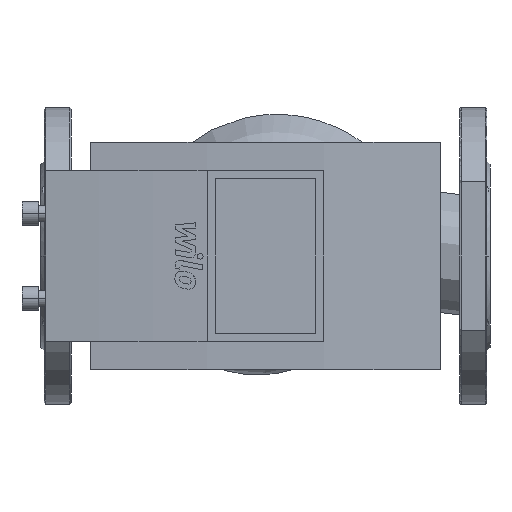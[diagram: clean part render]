
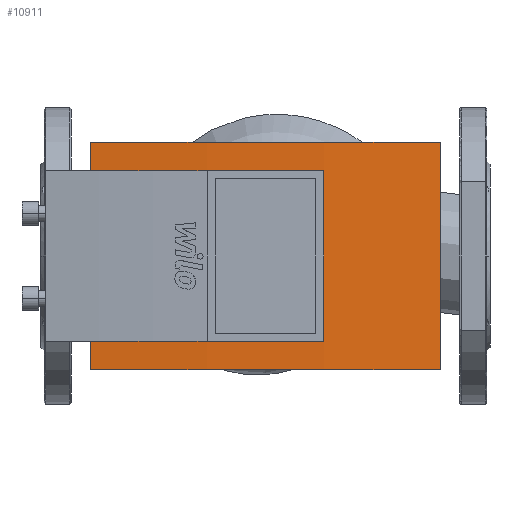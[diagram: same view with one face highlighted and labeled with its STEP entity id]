
A CAD part, front view. The second image highlights one B-rep face of the part: STEP entity #10911.
In plain terms, the highlighted free-form (B-spline) face has degree [1, 2] with [2, 9] control points.
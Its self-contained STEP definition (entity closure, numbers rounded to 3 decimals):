
#10815=CARTESIAN_POINT('',(249.0,-318.843,-71.));
#10816=VERTEX_POINT('',#10815);
#10823=CARTESIAN_POINT('',(31.,-318.843,-71.));
#10824=VERTEX_POINT('',#10823);
#10825=CARTESIAN_POINT('',(140.,830.4,-71.));
#10826=DIRECTION('',(0.,0.,-1.));
#10827=DIRECTION('',(-0.094,0.996,0.));
#10828=AXIS2_PLACEMENT_3D('',#10825,#10826,#10827);
#10829=CIRCLE('',#10828,1154.4);
#10830=EDGE_CURVE('',#10816,#10824,#10829,.T.);
#10847=CARTESIAN_POINT('',(31.,-318.843,71.));
#10848=VERTEX_POINT('',#10847);
#10857=CARTESIAN_POINT('',(31.,-318.843,71.));
#10858=DIRECTION('',(0.0,0.0,-1.0));
#10859=VECTOR('',#10858,142.0);
#10860=LINE('',#10857,#10859);
#10861=EDGE_CURVE('',#10848,#10824,#10860,.T.);
#10866=CARTESIAN_POINT('',(249.,-318.843,-71.));
#10867=CARTESIAN_POINT('',(249.,-318.843,71.));
#10868=CARTESIAN_POINT('',(-900.243,-427.843,-71.));
#10869=CARTESIAN_POINT('',(-900.243,-427.843,71.));
#10870=CARTESIAN_POINT('',(-1009.243,721.4,-71.));
#10871=CARTESIAN_POINT('',(-1009.243,721.4,71.));
#10872=CARTESIAN_POINT('',(-1118.243,1870.643,-71.));
#10873=CARTESIAN_POINT('',(-1118.243,1870.643,71.));
#10874=CARTESIAN_POINT('',(31.,1979.643,-71.));
#10875=CARTESIAN_POINT('',(31.,1979.643,71.));
#10876=CARTESIAN_POINT('',(1180.243,2088.643,-71.));
#10877=CARTESIAN_POINT('',(1180.243,2088.643,71.));
#10878=CARTESIAN_POINT('',(1289.243,939.4,-71.));
#10879=CARTESIAN_POINT('',(1289.243,939.4,71.));
#10880=CARTESIAN_POINT('',(1398.243,-209.843,-71.0));
#10881=CARTESIAN_POINT('',(1398.243,-209.843,71.0));
#10882=CARTESIAN_POINT('',(249.,-318.843,-71.));
#10883=CARTESIAN_POINT('',(249.,-318.843,71.));
#10891=(BOUNDED_SURFACE()B_SPLINE_SURFACE(1,2,((#10866,#10868,#10870,#10872,#10874,#10876,#10878,#10880,#10882),(#10867,#10869,#10871,#10873,#10875,#10877,#10879,#10881,#10883)),.UNSPECIFIED.,.F.,.T.,.U.)B_SPLINE_SURFACE_WITH_KNOTS((2,2),(3,2,2,2,3),(-0.062,0.062),(0.0,1813.327,3626.655,5439.982,7253.309),.UNSPECIFIED.)GEOMETRIC_REPRESENTATION_ITEM()RATIONAL_B_SPLINE_SURFACE(((1.0,0.707,1.0,0.707,1.0,0.707,1.0,0.707,1.0),(1.0,0.707,1.0,0.707,1.0,0.707,1.0,0.707,1.0)))REPRESENTATION_ITEM('')SURFACE());
#10892=CARTESIAN_POINT('',(249.0,-318.843,71.));
#10893=VERTEX_POINT('',#10892);
#10894=CARTESIAN_POINT('',(140.,830.4,71.));
#10895=DIRECTION('',(0.,0.,1.));
#10896=DIRECTION('',(-0.094,0.996,0.));
#10897=AXIS2_PLACEMENT_3D('',#10894,#10895,#10896);
#10898=CIRCLE('',#10897,1154.4);
#10899=EDGE_CURVE('',#10848,#10893,#10898,.T.);
#10900=ORIENTED_EDGE('',*,*,#10899,.F.);
#10901=ORIENTED_EDGE('',*,*,#10861,.T.);
#10902=ORIENTED_EDGE('',*,*,#10830,.F.);
#10903=CARTESIAN_POINT('',(249.0,-318.843,71.));
#10904=DIRECTION('',(0.0,0.0,-1.0));
#10905=VECTOR('',#10904,142.0);
#10906=LINE('',#10903,#10905);
#10907=EDGE_CURVE('',#10893,#10816,#10906,.T.);
#10908=ORIENTED_EDGE('',*,*,#10907,.F.);
#10909=EDGE_LOOP('',(#10900,#10901,#10902,#10908));
#10910=FACE_OUTER_BOUND('',#10909,.T.);
#10911=ADVANCED_FACE('',(#10910),#10891,.T.);
